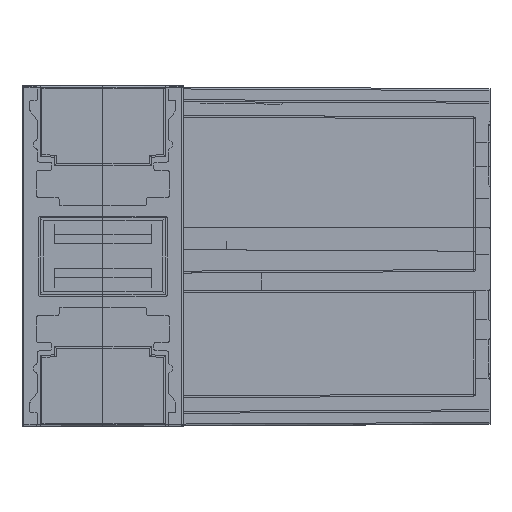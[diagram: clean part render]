
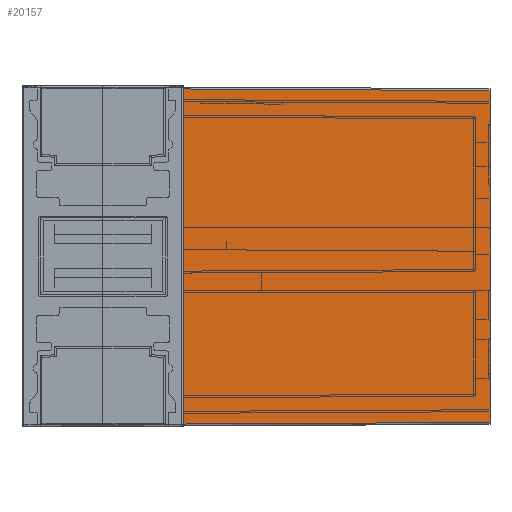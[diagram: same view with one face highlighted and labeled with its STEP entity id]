
A CAD part, front view. The second image highlights one B-rep face of the part: STEP entity #20157.
In plain terms, the highlighted planar face has unit normal (0.005, -1, 0).
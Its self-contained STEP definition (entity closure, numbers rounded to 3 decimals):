
#695=PLANE('',#21573);
#1430=FACE_OUTER_BOUND('',#2560,.T.);
#2560=EDGE_LOOP('',(#14200,#14201,#14202,#14203,#14204,#14205));
#3747=LINE('',#29761,#5716);
#3835=LINE('',#30128,#5804);
#3934=LINE('',#30411,#5903);
#3938=LINE('',#30421,#5907);
#3939=LINE('',#30423,#5908);
#3940=LINE('',#30424,#5909);
#5716=VECTOR('',#23968,10.);
#5804=VECTOR('',#24230,10.);
#5903=VECTOR('',#24541,10.);
#5907=VECTOR('',#24555,10.);
#5908=VECTOR('',#24558,10.);
#5909=VECTOR('',#24559,10.);
#8243=VERTEX_POINT('',#29746);
#8250=VERTEX_POINT('',#29759);
#8356=VERTEX_POINT('',#30125);
#8357=VERTEX_POINT('',#30127);
#8435=VERTEX_POINT('',#30409);
#8436=VERTEX_POINT('',#30418);
#10297=EDGE_CURVE('',#8250,#8243,#3747,.T.);
#10440=EDGE_CURVE('',#8356,#8357,#3835,.F.);
#10587=EDGE_CURVE('',#8435,#8356,#3934,.T.);
#10593=EDGE_CURVE('',#8357,#8436,#3938,.T.);
#10594=EDGE_CURVE('',#8243,#8435,#3939,.T.);
#10595=EDGE_CURVE('',#8436,#8250,#3940,.T.);
#14200=ORIENTED_EDGE('',*,*,#10587,.F.);
#14201=ORIENTED_EDGE('',*,*,#10594,.F.);
#14202=ORIENTED_EDGE('',*,*,#10297,.F.);
#14203=ORIENTED_EDGE('',*,*,#10595,.F.);
#14204=ORIENTED_EDGE('',*,*,#10593,.F.);
#14205=ORIENTED_EDGE('',*,*,#10440,.F.);
#20157=ADVANCED_FACE('',(#1430),#695,.T.);
#21573=AXIS2_PLACEMENT_3D('',#30422,#24556,#24557);
#23968=DIRECTION('',(0.,0.,1.));
#24230=DIRECTION('',(0.,0.,1.));
#24541=DIRECTION('',(1.,0.005,-0.005));
#24555=DIRECTION('',(-1.,-0.005,-0.005));
#24556=DIRECTION('center_axis',(0.005,-1.,
0.));
#24557=DIRECTION('ref_axis',(0.,0.,
1.));
#24558=DIRECTION('',(0.,0.,1.));
#24559=DIRECTION('',(0.,0.,1.));
#29746=CARTESIAN_POINT('',(8.25,-758.2,3.5));
#29759=CARTESIAN_POINT('',(8.25,-758.2,-3.5));
#29761=CARTESIAN_POINT('',(8.25,-758.2,-17.4));
#30125=CARTESIAN_POINT('',(39.75,-758.035,17.035));
#30127=CARTESIAN_POINT('',(39.75,-758.035,-17.035));
#30128=CARTESIAN_POINT('',(39.75,-758.035,-8.7));
#30409=CARTESIAN_POINT('',(8.25,-758.2,17.2));
#30411=CARTESIAN_POINT('',(39.839,-758.035,17.035));
#30418=CARTESIAN_POINT('',(8.25,-758.2,-17.2));
#30421=CARTESIAN_POINT('',(39.791,-758.035,-17.035));
#30422=CARTESIAN_POINT('Origin',(39.75,-758.035,-17.4));
#30423=CARTESIAN_POINT('',(8.25,-758.2,-0.05));
#30424=CARTESIAN_POINT('',(8.25,-758.2,-0.05));
